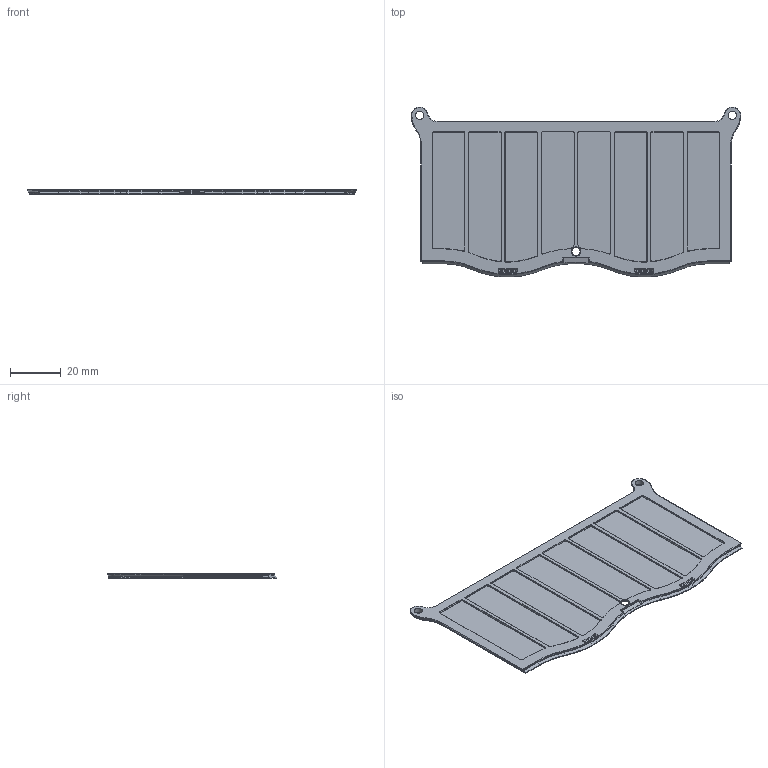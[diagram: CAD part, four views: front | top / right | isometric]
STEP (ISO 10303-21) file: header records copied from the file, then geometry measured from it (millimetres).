
FILE_DESCRIPTION(/* description */ ('STEP AP242','CAx-IF Rec.Pracs.---Representation and Presentation of Product Manufacturing Information (PMI)---4.0---2014-10-13','CAx-IF Rec.Pracs.---3D Tessellated Geometry---0.4---2014-09-14','2;1'),/* implementation_level */ '2;1');
FILE_NAME(/* name */ '671db8fab8d1f63fc293336f',/* time_stamp */ '2024-10-27T03:52:27Z',/* author */ (''),/* organization */ (''),/* preprocessor_version */ 'ST-DEVELOPER v20',/* originating_system */ ' ',/* authorisation */ ' ');
FILE_SCHEMA (('AP242_MANAGED_MODEL_BASED_3D_ENGINEERING_MIM_LF { 1 0 10303 442 1 1 4 }'));
Length unit declared in the file: metre
Products named in the file (1): Part 1
Bounding box: 129.43 x 66.82 x 1.78 mm (x, y, z)
Volume: 9322.2 mm3; surface area: 16013.7 mm2
Topology: 1 solids, 1 shells, 1042 faces, 2740 edges, 1734 vertices
Faces by surface type: cylinder 361, bspline 309, plane 291, torus 60, sphere 14, cone 7
Full cylindrical faces by diameter (mm): 3.3 x3, 6 x1
Entity records: 35802 total; most frequent: CARTESIAN_POINT 11986, ORIENTED_EDGE 5440, DIRECTION 4242, EDGE_CURVE 2720, VERTEX_POINT 1732, AXIS2_PLACEMENT_3D 1549, LINE 1144, VECTOR 1144
